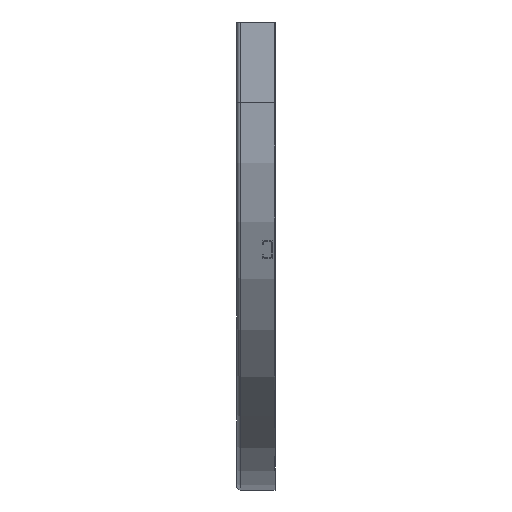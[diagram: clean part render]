
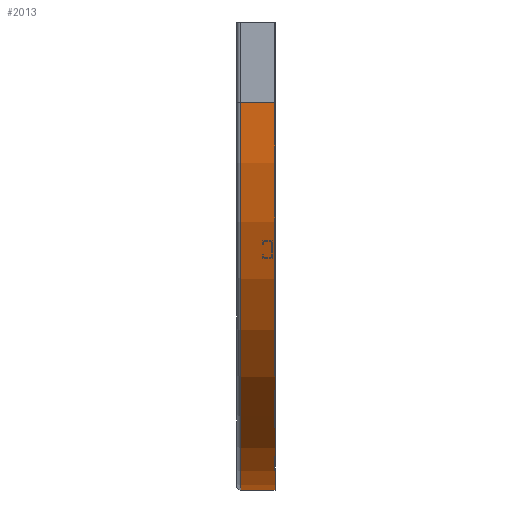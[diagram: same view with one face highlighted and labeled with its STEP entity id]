
A CAD part, left-side view. The second image highlights one B-rep face of the part: STEP entity #2013.
In plain terms, the highlighted cylindrical face has radius 600 mm (diameter 1200 mm), a partial arc.
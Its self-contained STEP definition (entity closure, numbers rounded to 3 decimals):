
#30 = AXIS2_PLACEMENT_3D ( 'NONE', #610, #595, #2180 ) ;
#492 = CARTESIAN_POINT ( 'NONE',  ( 0., 0., -125. ) ) ;
#595 = DIRECTION ( 'NONE',  ( 0., 1., 0. ) ) ;
#610 = CARTESIAN_POINT ( 'NONE',  ( -600., 54., -125. ) ) ;
#712 = LINE ( 'NONE', #2625, #1744 ) ;
#738 = CARTESIAN_POINT ( 'NONE',  ( -600., 54., -725. ) ) ;
#829 = VERTEX_POINT ( 'NONE', #738 ) ;
#898 = DIRECTION ( 'NONE',  ( 0., 1., 0. ) ) ;
#1221 = DIRECTION ( 'NONE',  ( 0., 1., 0. ) ) ;
#1365 = ORIENTED_EDGE ( 'NONE', *, *, #2321, .F. ) ;
#1576 = LINE ( 'NONE', #2094, #1911 ) ;
#1733 = AXIS2_PLACEMENT_3D ( 'NONE', #4007, #3452, #3673 ) ;
#1744 = VECTOR ( 'NONE', #898, 1000. ) ;
#1847 = EDGE_LOOP ( 'NONE', ( #1365, #4221, #3370, #2337 ) ) ;
#1911 = VECTOR ( 'NONE', #3595, 1000. ) ;
#2013 = ADVANCED_FACE ( 'NONE', ( #4275 ), #3550, .T. ) ;
#2094 = CARTESIAN_POINT ( 'NONE',  ( 0., 0., -125. ) ) ;
#2180 = DIRECTION ( 'NONE',  ( 1., 0., 0. ) ) ;
#2321 = EDGE_CURVE ( 'NONE', #3408, #829, #4137, .T. ) ;
#2337 = ORIENTED_EDGE ( 'NONE', *, *, #3976, .T. ) ;
#2483 = VERTEX_POINT ( 'NONE', #492 ) ;
#2545 = AXIS2_PLACEMENT_3D ( 'NONE', #3348, #1221, #3633 ) ;
#2625 = CARTESIAN_POINT ( 'NONE',  ( -600., 0., -725. ) ) ;
#2762 = EDGE_CURVE ( 'NONE', #2483, #2994, #3225, .T. ) ;
#2994 = VERTEX_POINT ( 'NONE', #4096 ) ;
#3168 = EDGE_CURVE ( 'NONE', #2483, #3408, #1576, .T. ) ;
#3225 = CIRCLE ( 'NONE', #1733, 600. ) ;
#3348 = CARTESIAN_POINT ( 'NONE',  ( -600., 0., -125. ) ) ;
#3370 = ORIENTED_EDGE ( 'NONE', *, *, #2762, .T. ) ;
#3408 = VERTEX_POINT ( 'NONE', #3488 ) ;
#3452 = DIRECTION ( 'NONE',  ( 0., 1., 0. ) ) ;
#3488 = CARTESIAN_POINT ( 'NONE',  ( 0., 54., -125. ) ) ;
#3550 = CYLINDRICAL_SURFACE ( 'NONE', #2545, 600. ) ;
#3595 = DIRECTION ( 'NONE',  ( 0., 1., 0. ) ) ;
#3633 = DIRECTION ( 'NONE',  ( 0., 0., 1. ) ) ;
#3673 = DIRECTION ( 'NONE',  ( 0., 0., 1. ) ) ;
#3976 = EDGE_CURVE ( 'NONE', #2994, #829, #712, .T. ) ;
#4007 = CARTESIAN_POINT ( 'NONE',  ( -600., 0., -125. ) ) ;
#4096 = CARTESIAN_POINT ( 'NONE',  ( -600., 0., -725. ) ) ;
#4137 = CIRCLE ( 'NONE', #30, 600. ) ;
#4221 = ORIENTED_EDGE ( 'NONE', *, *, #3168, .F. ) ;
#4275 = FACE_OUTER_BOUND ( 'NONE', #1847, .T. ) ;
